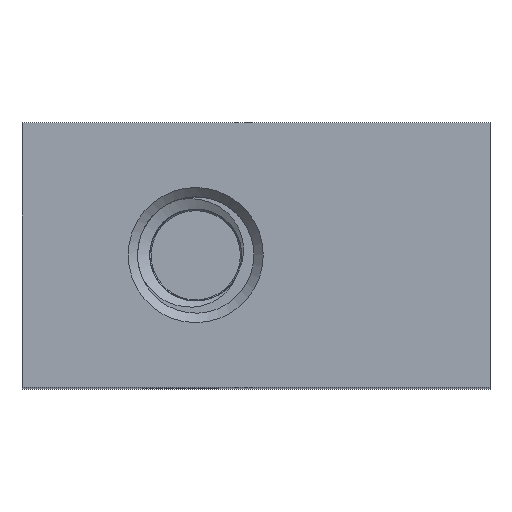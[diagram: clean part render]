
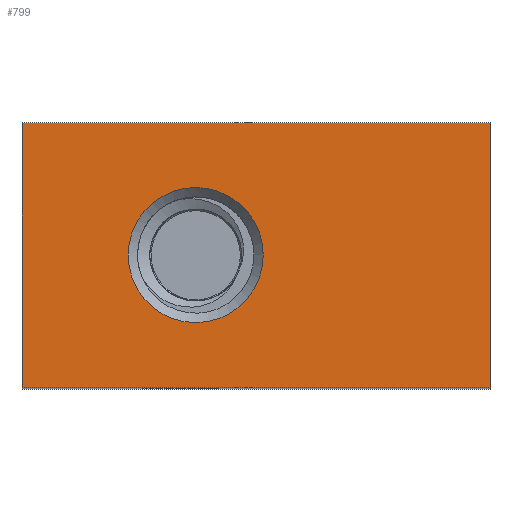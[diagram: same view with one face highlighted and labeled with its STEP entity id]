
A CAD part, top view. The second image highlights one B-rep face of the part: STEP entity #799.
In plain terms, the highlighted planar face has unit normal (0, 0, 1).
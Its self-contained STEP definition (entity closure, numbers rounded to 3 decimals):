
#15=FACE_BOUND('',#127,.T.);
#39=PLANE('',#875);
#82=FACE_OUTER_BOUND('',#126,.T.);
#126=EDGE_LOOP('',(#648,#649,#650,#651));
#127=EDGE_LOOP('',(#652));
#158=CIRCLE('',#855,1.79);
#250=LINE('',#18850,#285);
#251=LINE('',#18852,#286);
#252=LINE('',#18854,#287);
#253=LINE('',#18855,#288);
#285=VECTOR('',#1011,10.);
#286=VECTOR('',#1012,10.);
#287=VECTOR('',#1013,10.);
#288=VECTOR('',#1014,10.);
#334=VERTEX_POINT('',#4694);
#356=VERTEX_POINT('',#18848);
#357=VERTEX_POINT('',#18849);
#358=VERTEX_POINT('',#18851);
#359=VERTEX_POINT('',#18853);
#425=EDGE_CURVE('',#334,#334,#158,.T.);
#460=EDGE_CURVE('',#356,#357,#250,.T.);
#461=EDGE_CURVE('',#358,#357,#251,.T.);
#462=EDGE_CURVE('',#358,#359,#252,.T.);
#463=EDGE_CURVE('',#359,#356,#253,.T.);
#648=ORIENTED_EDGE('',*,*,#460,.T.);
#649=ORIENTED_EDGE('',*,*,#461,.F.);
#650=ORIENTED_EDGE('',*,*,#462,.T.);
#651=ORIENTED_EDGE('',*,*,#463,.T.);
#652=ORIENTED_EDGE('',*,*,#425,.T.);
#799=ADVANCED_FACE('',(#82,#15),#39,.F.);
#855=AXIS2_PLACEMENT_3D('',#4696,#960,#961);
#875=AXIS2_PLACEMENT_3D('',#18847,#1009,#1010);
#960=DIRECTION('center_axis',(0.,0.,-1.));
#961=DIRECTION('ref_axis',(1.,0.,0.));
#1009=DIRECTION('center_axis',(0.,0.,-1.));
#1010=DIRECTION('ref_axis',(0.,-1.,0.));
#1011=DIRECTION('',(1.,0.,0.));
#1012=DIRECTION('',(0.,-1.,0.));
#1013=DIRECTION('',(-1.,0.,0.));
#1014=DIRECTION('',(0.,-1.,0.));
#4694=CARTESIAN_POINT('',(0.192,0.,14.739));
#4696=CARTESIAN_POINT('Origin',(-1.598,0.,
14.739));
#18847=CARTESIAN_POINT('Origin',(6.2,5.,14.739));
#18848=CARTESIAN_POINT('',(-6.2,-3.5,14.739));
#18849=CARTESIAN_POINT('',(6.2,-3.5,14.739));
#18850=CARTESIAN_POINT('',(3.1,-3.5,14.739));
#18851=CARTESIAN_POINT('',(6.2,3.5,14.739));
#18852=CARTESIAN_POINT('',(6.2,2.5,14.739));
#18853=CARTESIAN_POINT('',(-6.2,3.5,14.739));
#18854=CARTESIAN_POINT('',(3.1,3.5,14.739));
#18855=CARTESIAN_POINT('',(-6.2,0.,14.739));
